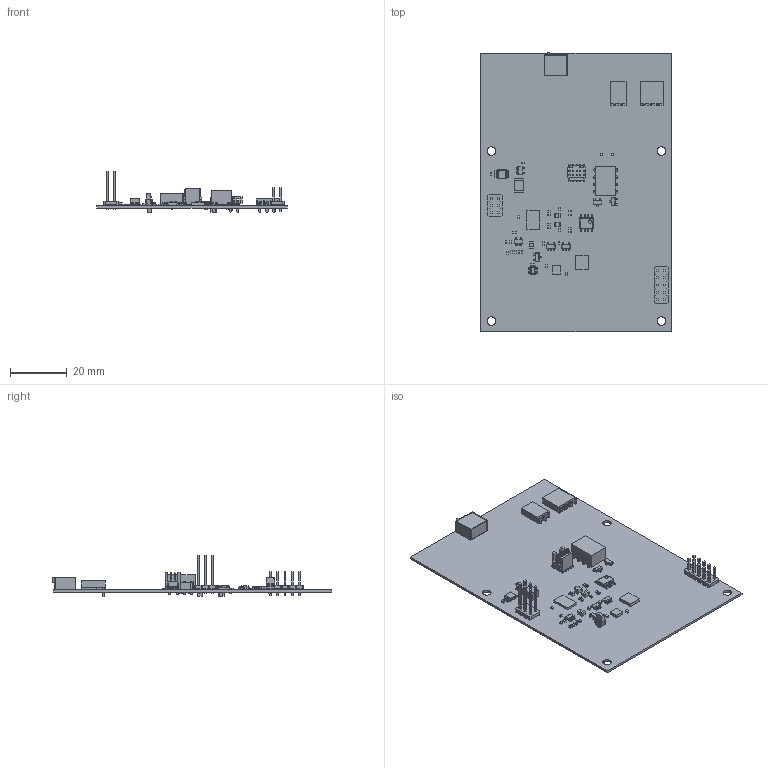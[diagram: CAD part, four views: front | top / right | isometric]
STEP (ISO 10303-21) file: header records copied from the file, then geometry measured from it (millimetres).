
FILE_DESCRIPTION(('Open CASCADE Model'),'2;1');
FILE_NAME('Open CASCADE Shape Model','2017-10-24T14:31:40',('Author'),( 'Open CASCADE'),'Open CASCADE STEP processor 6.8','Open CASCADE 6.8' ,'Unknown');
FILE_SCHEMA(('AUTOMOTIVE_DESIGN { 1 0 10303 214 1 1 1 1 }'));
Length unit declared in the file: millimetre
Products named in the file (159): PCB; Board; U6; 937604688; Body; Open_CASCADE_STEP_translator_6.8_2.1.1; Leader; C20; 835817264; Extruded; 835817128; C16; 835816992; C12; C5; C1; C2; C3; C4; C6; C7; 979031832; 979031968; C8; 979031560; 979031696; C9; C10; 979031288; 979031424; C11; C13; C14; C17; C18; P1; _SSW_102_02_G_S_RA_terminal_2_RGB0; _SSW_102_02_G_S_RA_pin_4_RGB49087; P2; FTSH-105-01-L-DV-K ...
Assembly tree (303 placements, depth 6):
  PCB
    Board
    U6
      937604688
        Body
          Open_CASCADE_STEP_translator_6.8_2.1.1
        Leader  x6
    C20
      835817264  x2
        Extruded
      835817128
        Extruded
    C16
      835816992  x2
        Extruded
      835817128
        Extruded
    C12
      835816992  x2
        Extruded
      835817128
        Extruded
    C5
      835817264  x2
        Extruded
      835817128
        Extruded
    C1
      835817128
        Extruded
      835817264  x2
        Extruded
    C2
      835817128
        Extruded
      835816992  x2
        Extruded
    C3
      835817128
        Extruded
      835817264  x2
        Extruded
    C4
      835817128
        Extruded
      835817264  x2
        Extruded
    C6
      835817264  x2
        Extruded
      835817128
        Extruded
    C7
      979031832
        Extruded
      979031968  x2
        Extruded
    C8
      979031560
        Extruded
Bounding box: 67 x 98.3 x 14.74 mm (x, y, z)
Volume: 7350.8 mm3; surface area: 17543 mm2
Topology: 218 solids, 219 shells, 3145 faces, 7168 edges, 4458 vertices
Faces by surface type: plane 2510, cylinder 511, sphere 84, bspline 40
Full cylindrical faces by diameter (mm): 0.388 x1, 0.508 x3, 0.762 x2, 0.9 x8, 0.91 x21, 3 x4
Entity records: 59223 total; most frequent: CARTESIAN_POINT 12059, DIRECTION 7594, ORIENTED_EDGE 7507, EDGE_CURVE 3754, LINE 3184, VECTOR 3184, VERTEX_POINT 2330, AXIS2_PLACEMENT_3D 2205
